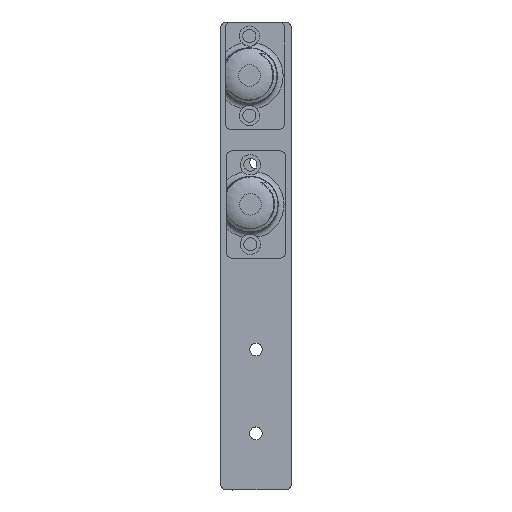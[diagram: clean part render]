
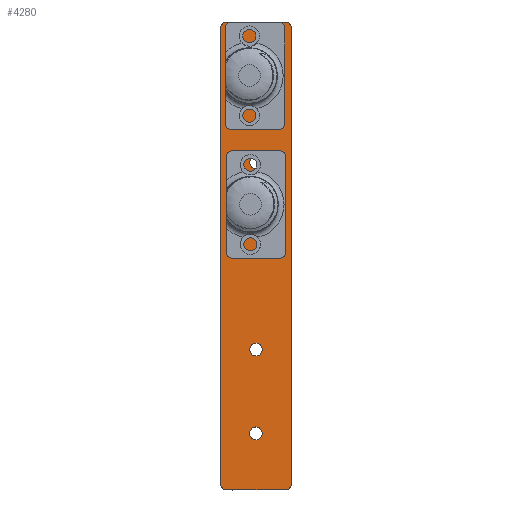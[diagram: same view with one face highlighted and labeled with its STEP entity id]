
A CAD part, top view. The second image highlights one B-rep face of the part: STEP entity #4280.
In plain terms, the highlighted planar face has unit normal (0, 0, 1).
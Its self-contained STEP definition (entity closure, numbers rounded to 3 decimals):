
#156=FACE_BOUND('',#767,.T.);
#157=FACE_BOUND('',#768,.T.);
#158=FACE_BOUND('',#769,.T.);
#159=FACE_BOUND('',#770,.T.);
#195=PLANE('',#4512);
#259=CIRCLE('',#4471,2.7);
#260=CIRCLE('',#4473,2.7);
#261=CIRCLE('',#4475,2.7);
#262=CIRCLE('',#4477,2.7);
#282=CIRCLE('',#4507,2.5);
#284=CIRCLE('',#4510,2.5);
#285=CIRCLE('',#4513,2.5);
#286=CIRCLE('',#4514,2.5);
#513=FACE_OUTER_BOUND('',#766,.T.);
#766=EDGE_LOOP('',(#3803,#3804,#3805,#3806,#3807,#3808,#3809,#3810));
#767=EDGE_LOOP('',(#3811));
#768=EDGE_LOOP('',(#3812));
#769=EDGE_LOOP('',(#3813));
#770=EDGE_LOOP('',(#3814));
#1367=LINE('',#26302,#1494);
#1368=LINE('',#26305,#1495);
#1369=LINE('',#26309,#1496);
#1370=LINE('',#26312,#1497);
#1494=VECTOR('',#5046,10.);
#1495=VECTOR('',#5049,10.);
#1496=VECTOR('',#5052,10.);
#1497=VECTOR('',#5055,10.);
#1886=VERTEX_POINT('',#24633);
#1887=VERTEX_POINT('',#24637);
#1888=VERTEX_POINT('',#24641);
#1889=VERTEX_POINT('',#24645);
#1934=VERTEX_POINT('',#25893);
#1935=VERTEX_POINT('',#25894);
#1937=VERTEX_POINT('',#26263);
#1938=VERTEX_POINT('',#26264);
#1940=VERTEX_POINT('',#26304);
#1941=VERTEX_POINT('',#26306);
#1942=VERTEX_POINT('',#26308);
#1943=VERTEX_POINT('',#26310);
#2498=EDGE_CURVE('',#1886,#1886,#259,.T.);
#2500=EDGE_CURVE('',#1887,#1887,#260,.T.);
#2502=EDGE_CURVE('',#1888,#1888,#261,.T.);
#2504=EDGE_CURVE('',#1889,#1889,#262,.T.);
#2584=EDGE_CURVE('',#1934,#1935,#282,.T.);
#2592=EDGE_CURVE('',#1937,#1938,#284,.T.);
#2598=EDGE_CURVE('',#1937,#1935,#1367,.T.);
#2599=EDGE_CURVE('',#1934,#1940,#1368,.T.);
#2600=EDGE_CURVE('',#1941,#1940,#285,.T.);
#2601=EDGE_CURVE('',#1941,#1942,#1369,.T.);
#2602=EDGE_CURVE('',#1943,#1942,#286,.T.);
#2603=EDGE_CURVE('',#1943,#1938,#1370,.T.);
#3803=ORIENTED_EDGE('',*,*,#2592,.F.);
#3804=ORIENTED_EDGE('',*,*,#2598,.T.);
#3805=ORIENTED_EDGE('',*,*,#2584,.F.);
#3806=ORIENTED_EDGE('',*,*,#2599,.T.);
#3807=ORIENTED_EDGE('',*,*,#2600,.F.);
#3808=ORIENTED_EDGE('',*,*,#2601,.T.);
#3809=ORIENTED_EDGE('',*,*,#2602,.F.);
#3810=ORIENTED_EDGE('',*,*,#2603,.T.);
#3811=ORIENTED_EDGE('',*,*,#2498,.T.);
#3812=ORIENTED_EDGE('',*,*,#2500,.T.);
#3813=ORIENTED_EDGE('',*,*,#2502,.T.);
#3814=ORIENTED_EDGE('',*,*,#2504,.T.);
#4280=ADVANCED_FACE('',(#513,#156,#157,#158,#159),#195,.T.);
#4471=AXIS2_PLACEMENT_3D('',#24635,#4945,#4946);
#4473=AXIS2_PLACEMENT_3D('',#24639,#4950,#4951);
#4475=AXIS2_PLACEMENT_3D('',#24643,#4955,#4956);
#4477=AXIS2_PLACEMENT_3D('',#24647,#4960,#4961);
#4507=AXIS2_PLACEMENT_3D('',#25895,#5032,#5033);
#4510=AXIS2_PLACEMENT_3D('',#26265,#5040,#5041);
#4512=AXIS2_PLACEMENT_3D('',#26303,#5047,#5048);
#4513=AXIS2_PLACEMENT_3D('',#26307,#5050,#5051);
#4514=AXIS2_PLACEMENT_3D('',#26311,#5053,#5054);
#4945=DIRECTION('center_axis',(0.,0.,-1.));
#4946=DIRECTION('ref_axis',(-1.,0.,0.));
#4950=DIRECTION('center_axis',(0.,0.,-1.));
#4951=DIRECTION('ref_axis',(-1.,0.,0.));
#4955=DIRECTION('center_axis',(0.,0.,-1.));
#4956=DIRECTION('ref_axis',(-1.,0.,0.));
#4960=DIRECTION('center_axis',(0.,0.,-1.));
#4961=DIRECTION('ref_axis',(-1.,0.,0.));
#5032=DIRECTION('center_axis',(0.,0.,-1.));
#5033=DIRECTION('ref_axis',(0.707,-0.707,0.));
#5040=DIRECTION('center_axis',(0.,0.,-1.));
#5041=DIRECTION('ref_axis',(-0.707,-0.707,0.));
#5046=DIRECTION('',(1.,0.,0.));
#5047=DIRECTION('center_axis',(0.,0.,1.));
#5048=DIRECTION('ref_axis',(1.,0.,0.));
#5049=DIRECTION('',(0.,1.,0.));
#5050=DIRECTION('center_axis',(0.,0.,-1.));
#5051=DIRECTION('ref_axis',(0.707,0.707,0.));
#5052=DIRECTION('',(-1.,0.,0.));
#5053=DIRECTION('center_axis',(0.,0.,-1.));
#5054=DIRECTION('ref_axis',(-0.707,0.707,0.));
#5055=DIRECTION('',(0.,-1.,0.));
#24633=CARTESIAN_POINT('',(2.7,40.,75.));
#24635=CARTESIAN_POINT('Origin',(0.,40.,75.));
#24637=CARTESIAN_POINT('',(2.7,-40.,75.));
#24639=CARTESIAN_POINT('Origin',(0.,-40.,75.));
#24641=CARTESIAN_POINT('',(2.7,76.,75.));
#24643=CARTESIAN_POINT('Origin',(0.,76.,75.));
#24645=CARTESIAN_POINT('',(2.662,-75.773,75.));
#24647=CARTESIAN_POINT('Origin',(-0.038,-75.773,
75.));
#25893=CARTESIAN_POINT('',(15.,-97.5,75.));
#25894=CARTESIAN_POINT('',(12.5,-100.,75.));
#25895=CARTESIAN_POINT('Origin',(12.5,-97.5,75.));
#26263=CARTESIAN_POINT('',(-12.5,-100.,75.));
#26264=CARTESIAN_POINT('',(-15.,-97.5,75.));
#26265=CARTESIAN_POINT('Origin',(-12.5,-97.5,75.));
#26302=CARTESIAN_POINT('',(-15.,-100.,75.));
#26303=CARTESIAN_POINT('Origin',(0.,0.,
75.));
#26304=CARTESIAN_POINT('',(15.,97.5,75.));
#26305=CARTESIAN_POINT('',(15.,-100.,75.));
#26306=CARTESIAN_POINT('',(12.5,100.,75.));
#26307=CARTESIAN_POINT('Origin',(12.5,97.5,75.));
#26308=CARTESIAN_POINT('',(-12.5,100.,75.));
#26309=CARTESIAN_POINT('',(15.,100.,75.));
#26310=CARTESIAN_POINT('',(-15.,97.5,75.));
#26311=CARTESIAN_POINT('Origin',(-12.5,97.5,75.));
#26312=CARTESIAN_POINT('',(-15.,100.,75.));
